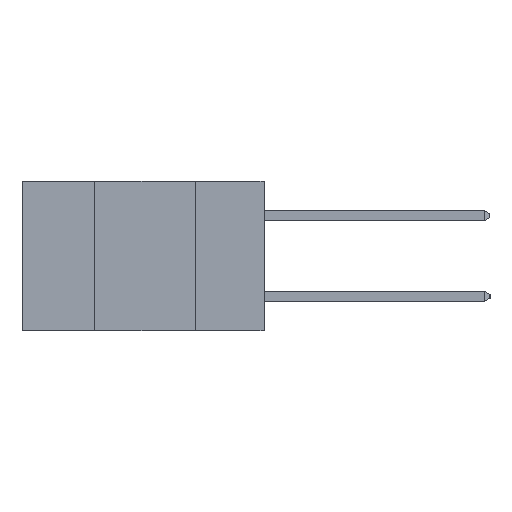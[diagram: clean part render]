
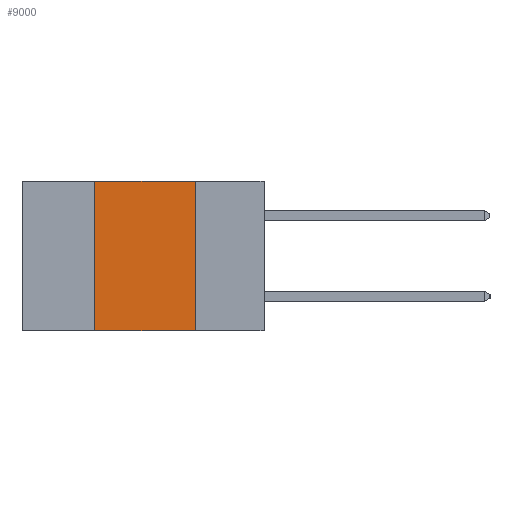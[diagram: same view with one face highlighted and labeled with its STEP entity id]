
A CAD part, left-side view. The second image highlights one B-rep face of the part: STEP entity #9000.
In plain terms, the highlighted planar face has unit normal (-1, 0, 0).
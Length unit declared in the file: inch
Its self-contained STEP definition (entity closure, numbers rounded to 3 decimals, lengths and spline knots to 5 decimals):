
#170 = ORIENTED_EDGE ( 'NONE', *, *, #2214, .F. ) ;
#328 = VERTEX_POINT ( 'NONE', #13778 ) ;
#842 = FACE_OUTER_BOUND ( 'NONE', #13921, .T. ) ;
#1156 = CARTESIAN_POINT ( 'NONE',  ( 0., 0.17, -0.37 ) ) ;
#1212 = CARTESIAN_POINT ( 'NONE',  ( 0., 0.42, -0.37 ) ) ;
#1368 = VECTOR ( 'NONE', #4546, 39.37008 ) ;
#1551 = VECTOR ( 'NONE', #3665, 39.37008 ) ;
#1854 = DIRECTION ( 'NONE',  ( 1., 0., 0. ) ) ;
#2028 = CARTESIAN_POINT ( 'NONE',  ( 0., 0.17, -0.37 ) ) ;
#2214 = EDGE_CURVE ( 'NONE', #3784, #328, #9220, .T. ) ;
#3016 = VERTEX_POINT ( 'NONE', #9639 ) ;
#3665 = DIRECTION ( 'NONE',  ( 0., 0., 1. ) ) ;
#3784 = VERTEX_POINT ( 'NONE', #5683 ) ;
#3841 = ORIENTED_EDGE ( 'NONE', *, *, #8108, .T. ) ;
#4538 = VECTOR ( 'NONE', #16615, 39.37008 ) ;
#4546 = DIRECTION ( 'NONE',  ( 0., -1., 0. ) ) ;
#4615 = CARTESIAN_POINT ( 'NONE',  ( 0., 0.6, 0. ) ) ;
#5500 = LINE ( 'NONE', #9051, #1368 ) ;
#5683 = CARTESIAN_POINT ( 'NONE',  ( 0., 0.42, -0.37 ) ) ;
#5992 = VECTOR ( 'NONE', #10309, 39.37008 ) ;
#6464 = LINE ( 'NONE', #1156, #5992 ) ;
#6467 = PLANE ( 'NONE',  #17918 ) ;
#7426 = EDGE_CURVE ( 'NONE', #3016, #9460, #6464, .T. ) ;
#8108 = EDGE_CURVE ( 'NONE', #3784, #9460, #5500, .T. ) ;
#8156 = EDGE_CURVE ( 'NONE', #328, #3016, #8564, .T. ) ;
#8564 = LINE ( 'NONE', #4615, #4538 ) ;
#9000 = ADVANCED_FACE ( 'NONE', ( #842 ), #6467, .F. ) ;
#9051 = CARTESIAN_POINT ( 'NONE',  ( 0., 0.6, -0.37 ) ) ;
#9220 = LINE ( 'NONE', #1212, #1551 ) ;
#9460 = VERTEX_POINT ( 'NONE', #2028 ) ;
#9639 = CARTESIAN_POINT ( 'NONE',  ( 0., 0.17, 0. ) ) ;
#10309 = DIRECTION ( 'NONE',  ( 0., 0., -1. ) ) ;
#10486 = ORIENTED_EDGE ( 'NONE', *, *, #8156, .F. ) ;
#10944 = ORIENTED_EDGE ( 'NONE', *, *, #7426, .F. ) ;
#12467 = DIRECTION ( 'NONE',  ( 0., 0., -1. ) ) ;
#13778 = CARTESIAN_POINT ( 'NONE',  ( 0., 0.42, 0. ) ) ;
#13921 = EDGE_LOOP ( 'NONE', ( #10944, #10486, #170, #3841 ) ) ;
#16615 = DIRECTION ( 'NONE',  ( 0., -1., 0. ) ) ;
#17918 = AXIS2_PLACEMENT_3D ( 'NONE', #18355, #1854, #12467 ) ;
#18355 = CARTESIAN_POINT ( 'NONE',  ( 0., 0.6, 0. ) ) ;
